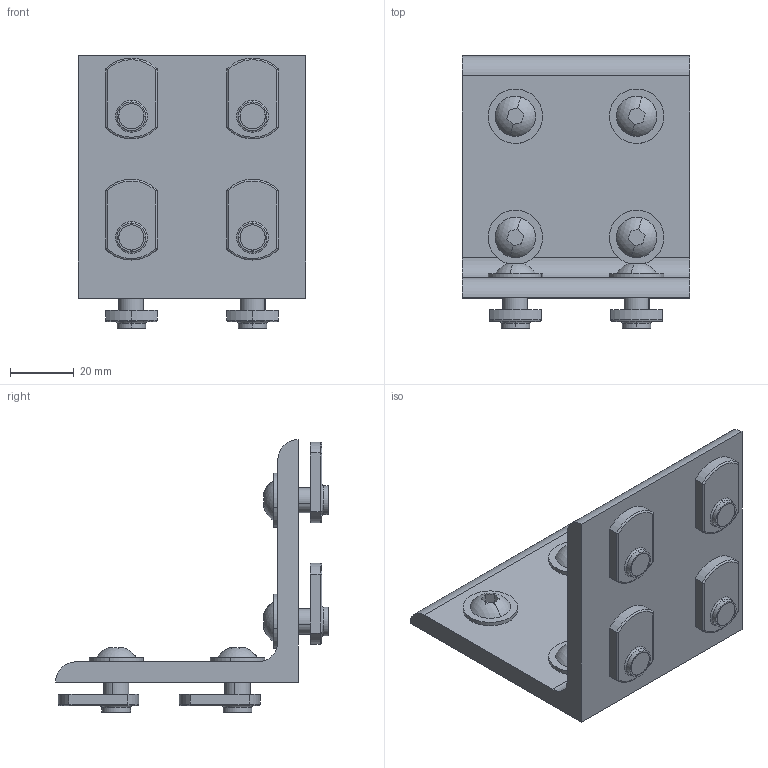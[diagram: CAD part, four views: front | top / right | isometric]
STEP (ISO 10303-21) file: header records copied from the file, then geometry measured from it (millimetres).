
FILE_DESCRIPTION (( 'STEP AP203' ), '1' );
FILE_NAME ('653138.SLDASM.step', '2003-10-13T11:25:48', ( 'Jerry Winters' ), ( 'GoEngineer' ), 'SwSTEP 2.0', 'SolidWorks 2003174', '' );
FILE_SCHEMA (( 'CONFIG_CONTROL_DESIGN' ));
Length unit declared in the file: inch
Products named in the file (5): 653138.SLDASM; Inside Corner Brackets (STD)_653138; 651129; 651097; FBHSCS_651134
Assembly tree (11 placements, depth 3):
  653138.SLDASM
    651129  x8
      651097
      FBHSCS_651134
    Inside Corner Brackets (STD)_653138
Bounding box: 71.37 x 85.72 x 85.72 mm (x, y, z)
Volume: 82618.5 mm3; surface area: 40376.4 mm2
Topology: 17 solids, 17 shells, 305 faces, 669 edges, 422 vertices
Faces by surface type: plane 126, cylinder 123, torus 40, sphere 16
Entity records: 2583 total; most frequent: DIRECTION 368, CARTESIAN_POINT 332, ORIENTED_EDGE 288, AXIS2_PLACEMENT_3D 153, EDGE_CURVE 144, VERTEX_POINT 93, EDGE_LOOP 81, CIRCLE 78
